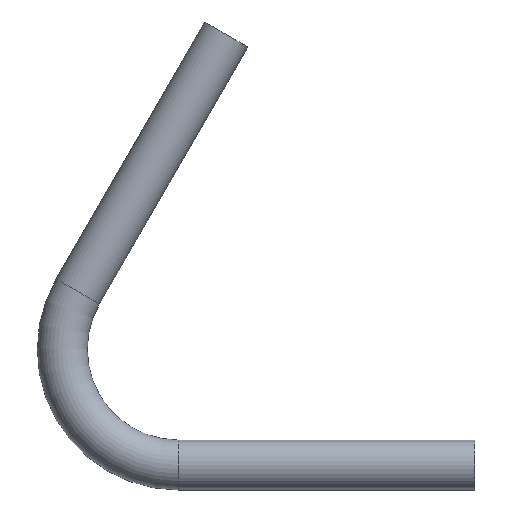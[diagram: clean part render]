
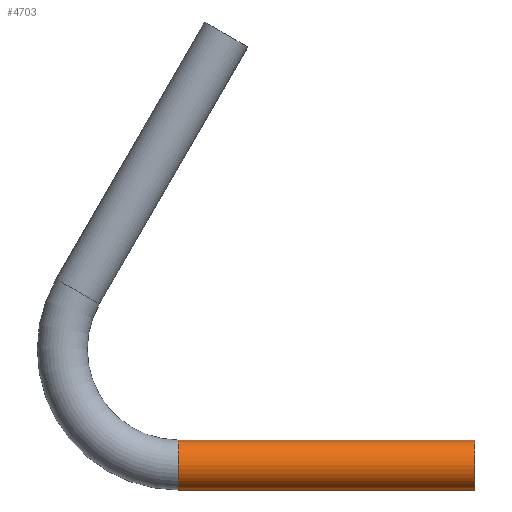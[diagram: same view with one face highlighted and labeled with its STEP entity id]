
A CAD part, left-side view. The second image highlights one B-rep face of the part: STEP entity #4703.
In plain terms, the highlighted cylindrical face has radius 16.85 mm (diameter 33.7 mm), a partial arc.
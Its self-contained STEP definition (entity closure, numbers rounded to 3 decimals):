
#97 = LINE ( 'NONE', #4031, #4025 ) ;
#406 = AXIS2_PLACEMENT_3D ( 'NONE', #7184, #7161, #10423 ) ;
#1223 = EDGE_CURVE ( 'NONE', #5684, #4312, #6468, .T. ) ;
#1241 = ORIENTED_EDGE ( 'NONE', *, *, #2229, .F. ) ;
#1385 = CIRCLE ( 'NONE', #4387, 16.85 ) ;
#1588 = DIRECTION ( 'NONE',  ( 0., -1., 0. ) ) ;
#1860 = DIRECTION ( 'NONE',  ( 0., 1., 0. ) ) ;
#1899 = DIRECTION ( 'NONE',  ( 0., 0., 1. ) ) ;
#1916 = ORIENTED_EDGE ( 'NONE', *, *, #3446, .T. ) ;
#1974 = CARTESIAN_POINT ( 'NONE',  ( 0., 0., 0. ) ) ;
#2229 = EDGE_CURVE ( 'NONE', #6999, #4312, #4570, .T. ) ;
#2796 = CARTESIAN_POINT ( 'NONE',  ( 0., 0., -16.85 ) ) ;
#3446 = EDGE_CURVE ( 'NONE', #4351, #5684, #97, .T. ) ;
#3706 = ORIENTED_EDGE ( 'NONE', *, *, #1223, .T. ) ;
#4025 = VECTOR ( 'NONE', #8758, 1000. ) ;
#4031 = CARTESIAN_POINT ( 'NONE',  ( 0., 200., -16.85 ) ) ;
#4110 = AXIS2_PLACEMENT_3D ( 'NONE', #1974, #1860, #1899 ) ;
#4312 = VERTEX_POINT ( 'NONE', #4392 ) ;
#4351 = VERTEX_POINT ( 'NONE', #8445 ) ;
#4387 = AXIS2_PLACEMENT_3D ( 'NONE', #5696, #8962, #6542 ) ;
#4392 = CARTESIAN_POINT ( 'NONE',  ( 0., 0., 16.85 ) ) ;
#4529 = FACE_OUTER_BOUND ( 'NONE', #6457, .T. ) ;
#4570 = LINE ( 'NONE', #10327, #6326 ) ;
#4703 = ADVANCED_FACE ( 'NONE', ( #4529 ), #10078, .T. ) ;
#5111 = CARTESIAN_POINT ( 'NONE',  ( 0., 200., 16.85 ) ) ;
#5684 = VERTEX_POINT ( 'NONE', #2796 ) ;
#5696 = CARTESIAN_POINT ( 'NONE',  ( 0., 200., 0. ) ) ;
#6326 = VECTOR ( 'NONE', #1588, 1000. ) ;
#6457 = EDGE_LOOP ( 'NONE', ( #1241, #9746, #1916, #3706 ) ) ;
#6468 = CIRCLE ( 'NONE', #4110, 16.85 ) ;
#6542 = DIRECTION ( 'NONE',  ( 0., 0., 1. ) ) ;
#6999 = VERTEX_POINT ( 'NONE', #5111 ) ;
#7161 = DIRECTION ( 'NONE',  ( 0., -1., 0. ) ) ;
#7184 = CARTESIAN_POINT ( 'NONE',  ( 0., 200., 0. ) ) ;
#7514 = EDGE_CURVE ( 'NONE', #4351, #6999, #1385, .T. ) ;
#8445 = CARTESIAN_POINT ( 'NONE',  ( 0., 200., -16.85 ) ) ;
#8758 = DIRECTION ( 'NONE',  ( 0., -1., 0. ) ) ;
#8962 = DIRECTION ( 'NONE',  ( 0., 1., 0. ) ) ;
#9746 = ORIENTED_EDGE ( 'NONE', *, *, #7514, .F. ) ;
#10078 = CYLINDRICAL_SURFACE ( 'NONE', #406, 16.85 ) ;
#10327 = CARTESIAN_POINT ( 'NONE',  ( 0., 200., 16.85 ) ) ;
#10423 = DIRECTION ( 'NONE',  ( 0., 0., -1. ) ) ;
